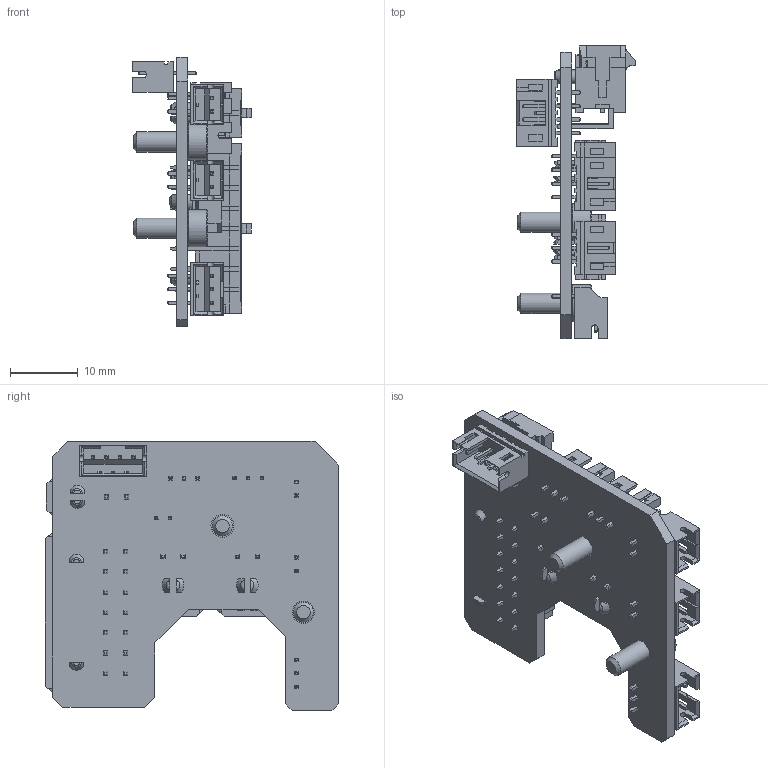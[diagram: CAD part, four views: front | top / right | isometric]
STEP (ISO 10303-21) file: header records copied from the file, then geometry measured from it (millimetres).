
FILE_DESCRIPTION(/* description */ (''),/* implementation_level */ '2;1');
FILE_NAME(/* name */ 'pcb.cad.step',/* time_stamp */ '2022-04-04T21:00:24-07:00',/* author */ (''),/* organization */ (''),/* preprocessor_version */ 'ST-DEVELOPER v18.1',/* originating_system */ 'Autodesk Translation Framework v10.14.0.1471',/* authorisation */ '');
FILE_SCHEMA (('AUTOMOTIVE_DESIGN { 1 0 10303 214 3 1 1 }'));
Products named in the file (3): StealthburnerPCB; M3x8 SHCS v2; M3x8 SHCS v2 (1)
Assembly tree (2 placements, depth 2):
  StealthburnerPCB
    M3x8 SHCS v2
    M3x8 SHCS v2 (1)
Bounding box: 17.52 x 43.4 x 39.83 mm (x, y, z)
Volume: 4992.6 mm3; surface area: 9940.7 mm2
Topology: 3 solids, 10 shells, 2175 faces, 5639 edges, 3588 vertices
Faces by surface type: plane 2069, cylinder 44, bspline 32, cone 26, torus 4
Full cylindrical faces by diameter (mm): 0.1 x14, 3 x2, 3.259 x1, 3.4 x1, 5.5 x2
Entity records: 66778 total; most frequent: CARTESIAN_POINT 12781, ORIENTED_EDGE 11278, DIRECTION 10011, EDGE_CURVE 5639, LINE 5427, VECTOR 5427, VERTEX_POINT 3588, EDGE_LOOP 2383
